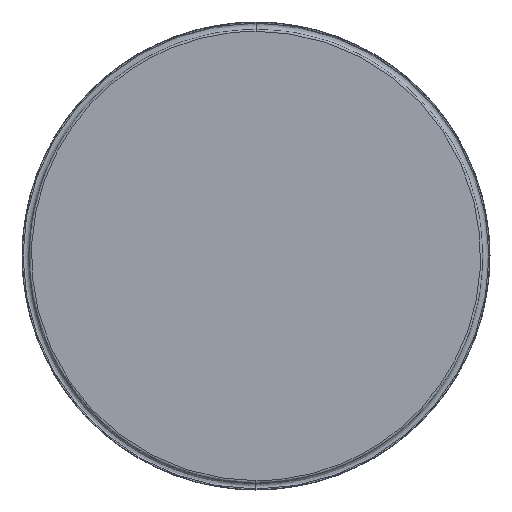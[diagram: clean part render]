
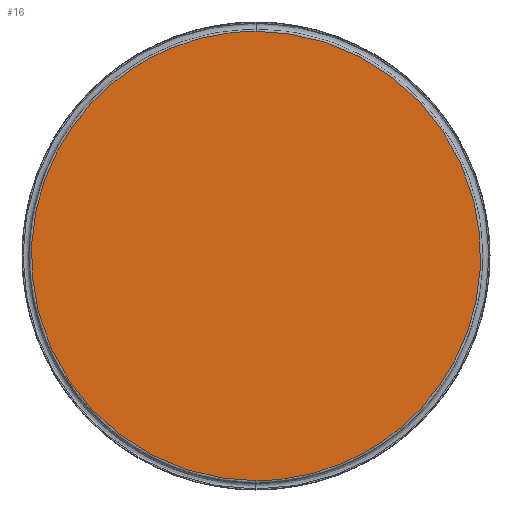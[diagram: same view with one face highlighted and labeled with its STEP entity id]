
A CAD part, left-side view. The second image highlights one B-rep face of the part: STEP entity #16.
In plain terms, the highlighted planar face has unit normal (-1, 0, 0).
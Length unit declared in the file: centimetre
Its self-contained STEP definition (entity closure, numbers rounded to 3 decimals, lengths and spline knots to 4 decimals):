
#16 = ADVANCED_FACE ( 'NONE', ( #1327 ), #662, .F. ) ;
#22 = CARTESIAN_POINT ( 'NONE',  ( 0., 0., -5.5939 ) ) ;
#153 = VERTEX_POINT ( 'NONE', #405 ) ;
#177 = CARTESIAN_POINT ( 'NONE',  ( 0., 0., -5.5939 ) ) ;
#223 = VERTEX_POINT ( 'NONE', #177 ) ;
#261 = ORIENTED_EDGE ( 'NONE', *, *, #1293, .F. ) ;
#368 = EDGE_LOOP ( 'NONE', ( #261, #1743 ) ) ;
#405 = CARTESIAN_POINT ( 'NONE',  ( 0., 0., 5.5939 ) ) ;
#550 = CARTESIAN_POINT ( 'NONE',  ( 0., 0., 5.5939 ) ) ;
#662 = PLANE ( 'NONE',  #1130 ) ;
#741 =( BOUNDED_CURVE ( )  B_SPLINE_CURVE ( 3, ( #1815, #1990, #1003, #22 ),
 .UNSPECIFIED., .F., .T. ) 
 B_SPLINE_CURVE_WITH_KNOTS ( ( 4, 4 ),
 ( 0., 1. ),
 .UNSPECIFIED. ) 
 CURVE ( )  GEOMETRIC_REPRESENTATION_ITEM ( )  RATIONAL_B_SPLINE_CURVE ( ( 1., 0.333, 0.333, 1. ) ) 
 REPRESENTATION_ITEM ( '' )  );
#821 = CARTESIAN_POINT ( 'NONE',  ( 0., 5.5175, 0. ) ) ;
#1003 = CARTESIAN_POINT ( 'NONE',  ( 0., -11.1879, -5.5939 ) ) ;
#1130 = AXIS2_PLACEMENT_3D ( 'NONE', #821, #1989, #1626 ) ;
#1293 = EDGE_CURVE ( 'NONE', #153, #223, #741, .T. ) ;
#1327 = FACE_OUTER_BOUND ( 'NONE', #368, .T. ) ;
#1368 = CARTESIAN_POINT ( 'NONE',  ( 0., 0., -5.5939 ) ) ;
#1376 = CARTESIAN_POINT ( 'NONE',  ( 0., 11.1879, -5.5939 ) ) ;
#1626 = DIRECTION ( 'NONE',  ( 0., 0., -1. ) ) ;
#1743 = ORIENTED_EDGE ( 'NONE', *, *, #1951, .F. ) ;
#1815 = CARTESIAN_POINT ( 'NONE',  ( 0., 0., 5.5939 ) ) ;
#1899 =( BOUNDED_CURVE ( )  B_SPLINE_CURVE ( 3, ( #1368, #1376, #2001, #550 ),
 .UNSPECIFIED., .F., .T. ) 
 B_SPLINE_CURVE_WITH_KNOTS ( ( 4, 4 ),
 ( 0., 1. ),
 .UNSPECIFIED. ) 
 CURVE ( )  GEOMETRIC_REPRESENTATION_ITEM ( )  RATIONAL_B_SPLINE_CURVE ( ( 1., 0.333, 0.333, 1. ) ) 
 REPRESENTATION_ITEM ( '' )  );
#1951 = EDGE_CURVE ( 'NONE', #223, #153, #1899, .T. ) ;
#1989 = DIRECTION ( 'NONE',  ( 1., 0., 0. ) ) ;
#1990 = CARTESIAN_POINT ( 'NONE',  ( 0., -11.1879, 5.5939 ) ) ;
#2001 = CARTESIAN_POINT ( 'NONE',  ( 0., 11.1879, 5.5939 ) ) ;
